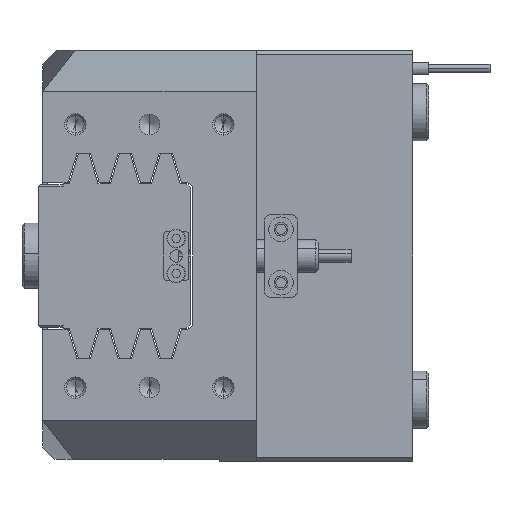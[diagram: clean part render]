
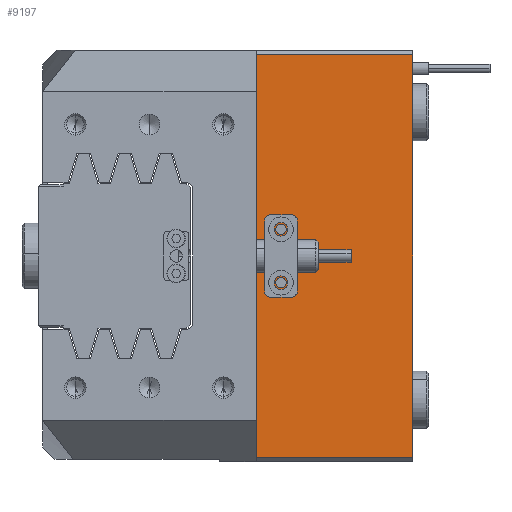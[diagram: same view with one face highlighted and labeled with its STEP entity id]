
A CAD part, left-side view. The second image highlights one B-rep face of the part: STEP entity #9197.
In plain terms, the highlighted planar face has unit normal (-1, 0, 0).
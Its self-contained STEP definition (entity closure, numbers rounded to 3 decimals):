
#360 = CARTESIAN_POINT ( 'NONE',  ( -78., -53.5, -49. ) ) ;
#728 = DIRECTION ( 'NONE',  ( 0., 0., -1. ) ) ;
#777 = CARTESIAN_POINT ( 'NONE',  ( -78., -53.5, -49. ) ) ;
#802 = ORIENTED_EDGE ( 'NONE', *, *, #19613, .F. ) ;
#1580 = FACE_BOUND ( 'NONE', #14537, .T. ) ;
#2392 = CARTESIAN_POINT ( 'NONE',  ( -78., -21.5, 6.5 ) ) ;
#2653 = EDGE_CURVE ( 'NONE', #36741, #6169, #17960, .T. ) ;
#3495 = VECTOR ( 'NONE', #32389, 1000. ) ;
#3817 = EDGE_CURVE ( 'NONE', #13424, #36741, #6884, .T. ) ;
#3842 = CARTESIAN_POINT ( 'NONE',  ( -78., -21.5, -6.5 ) ) ;
#4556 = VECTOR ( 'NONE', #28163, 1000. ) ;
#5857 = CARTESIAN_POINT ( 'NONE',  ( -78., -53.5, 49. ) ) ;
#6169 = VERTEX_POINT ( 'NONE', #777 ) ;
#6884 = LINE ( 'NONE', #30429, #25846 ) ;
#7595 = CARTESIAN_POINT ( 'NONE',  ( -78., -21.5, 5.25 ) ) ;
#7614 = CIRCLE ( 'NONE', #22104, 1.25 ) ;
#7674 = CARTESIAN_POINT ( 'NONE',  ( -78., -21.5, -6.5 ) ) ;
#7805 = DIRECTION ( 'NONE',  ( 0., 0., 1. ) ) ;
#8929 = DIRECTION ( 'NONE',  ( 0., 0., 1. ) ) ;
#9197 = ADVANCED_FACE ( 'NONE', ( #38032, #1580, #11051 ), #16585, .F. ) ;
#10644 = CARTESIAN_POINT ( 'NONE',  ( -78., -15.5, 49. ) ) ;
#11051 = FACE_OUTER_BOUND ( 'NONE', #30676, .T. ) ;
#11211 = DIRECTION ( 'NONE',  ( 0., 0., -1. ) ) ;
#11367 = ORIENTED_EDGE ( 'NONE', *, *, #24978, .F. ) ;
#13384 = VECTOR ( 'NONE', #40254, 1000. ) ;
#13424 = VERTEX_POINT ( 'NONE', #10644 ) ;
#14021 = ORIENTED_EDGE ( 'NONE', *, *, #3817, .T. ) ;
#14537 = EDGE_LOOP ( 'NONE', ( #36719, #17851 ) ) ;
#14762 = EDGE_CURVE ( 'NONE', #19435, #32478, #7614, .T. ) ;
#16585 = PLANE ( 'NONE',  #28626 ) ;
#17517 = LINE ( 'NONE', #5857, #4556 ) ;
#17851 = ORIENTED_EDGE ( 'NONE', *, *, #14762, .F. ) ;
#17960 = LINE ( 'NONE', #360, #3495 ) ;
#18647 = EDGE_CURVE ( 'NONE', #33281, #34508, #29254, .T. ) ;
#19117 = CARTESIAN_POINT ( 'NONE',  ( -78., -21.5, -5.25 ) ) ;
#19435 = VERTEX_POINT ( 'NONE', #7595 ) ;
#19613 = EDGE_CURVE ( 'NONE', #34508, #33281, #36215, .T. ) ;
#19800 = ORIENTED_EDGE ( 'NONE', *, *, #37357, .T. ) ;
#20343 = DIRECTION ( 'NONE',  ( -1., 0., 0. ) ) ;
#20565 = AXIS2_PLACEMENT_3D ( 'NONE', #7674, #23594, #7805 ) ;
#22104 = AXIS2_PLACEMENT_3D ( 'NONE', #33262, #20343, #39300 ) ;
#23594 = DIRECTION ( 'NONE',  ( -1., 0., 0. ) ) ;
#24607 = DIRECTION ( 'NONE',  ( 0., 0., 1. ) ) ;
#24978 = EDGE_CURVE ( 'NONE', #31719, #6169, #30849, .T. ) ;
#25846 = VECTOR ( 'NONE', #11211, 1000. ) ;
#26806 = CIRCLE ( 'NONE', #36857, 1.25 ) ;
#26985 = CARTESIAN_POINT ( 'NONE',  ( -78., -21.5, -7.75 ) ) ;
#27256 = CARTESIAN_POINT ( 'NONE',  ( -78., -53.5, 49. ) ) ;
#27470 = DIRECTION ( 'NONE',  ( -1., 0., 0. ) ) ;
#27762 = CARTESIAN_POINT ( 'NONE',  ( -78., -15.5, -49. ) ) ;
#27827 = ORIENTED_EDGE ( 'NONE', *, *, #18647, .F. ) ;
#28163 = DIRECTION ( 'NONE',  ( 0., 1., 0. ) ) ;
#28626 = AXIS2_PLACEMENT_3D ( 'NONE', #36144, #38954, #728 ) ;
#29254 = CIRCLE ( 'NONE', #20565, 1.25 ) ;
#29492 = EDGE_CURVE ( 'NONE', #32478, #19435, #26806, .T. ) ;
#30429 = CARTESIAN_POINT ( 'NONE',  ( -78., -15.5, 50. ) ) ;
#30676 = EDGE_LOOP ( 'NONE', ( #14021, #38680, #11367, #19800 ) ) ;
#30849 = LINE ( 'NONE', #34077, #13384 ) ;
#31719 = VERTEX_POINT ( 'NONE', #27256 ) ;
#31865 = EDGE_LOOP ( 'NONE', ( #802, #27827 ) ) ;
#32389 = DIRECTION ( 'NONE',  ( 0., -1., 0. ) ) ;
#32478 = VERTEX_POINT ( 'NONE', #38960 ) ;
#33262 = CARTESIAN_POINT ( 'NONE',  ( -78., -21.5, 6.5 ) ) ;
#33281 = VERTEX_POINT ( 'NONE', #26985 ) ;
#34077 = CARTESIAN_POINT ( 'NONE',  ( -78., -53.5, 50. ) ) ;
#34508 = VERTEX_POINT ( 'NONE', #19117 ) ;
#36144 = CARTESIAN_POINT ( 'NONE',  ( -78., -53.5, 50. ) ) ;
#36215 = CIRCLE ( 'NONE', #37998, 1.25 ) ;
#36719 = ORIENTED_EDGE ( 'NONE', *, *, #29492, .F. ) ;
#36741 = VERTEX_POINT ( 'NONE', #27762 ) ;
#36857 = AXIS2_PLACEMENT_3D ( 'NONE', #2392, #27470, #8929 ) ;
#37357 = EDGE_CURVE ( 'NONE', #31719, #13424, #17517, .T. ) ;
#37998 = AXIS2_PLACEMENT_3D ( 'NONE', #3842, #40381, #24607 ) ;
#38032 = FACE_BOUND ( 'NONE', #31865, .T. ) ;
#38680 = ORIENTED_EDGE ( 'NONE', *, *, #2653, .T. ) ;
#38954 = DIRECTION ( 'NONE',  ( 1., 0., 0. ) ) ;
#38960 = CARTESIAN_POINT ( 'NONE',  ( -78., -21.5, 7.75 ) ) ;
#39300 = DIRECTION ( 'NONE',  ( 0., 0., 1. ) ) ;
#40254 = DIRECTION ( 'NONE',  ( 0., 0., -1. ) ) ;
#40381 = DIRECTION ( 'NONE',  ( -1., 0., 0. ) ) ;
